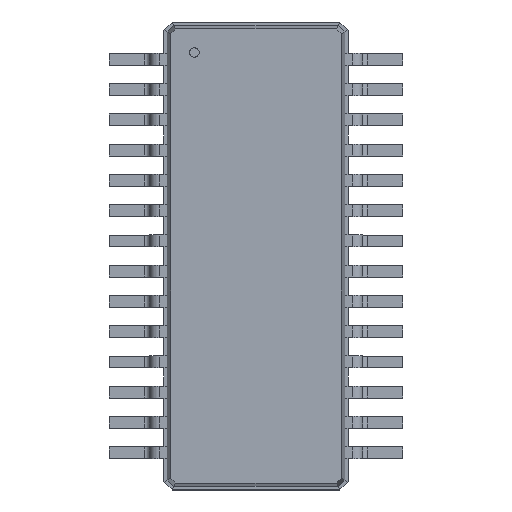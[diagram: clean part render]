
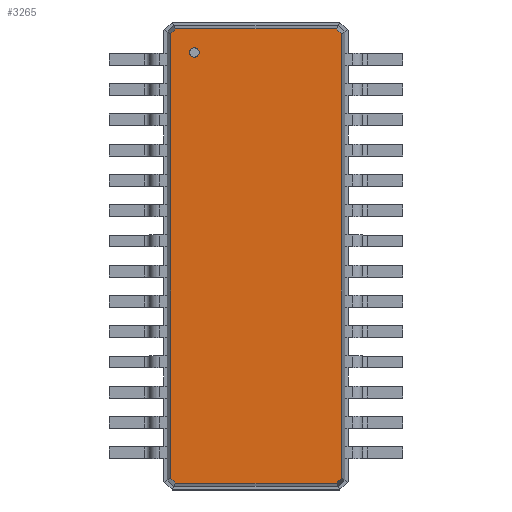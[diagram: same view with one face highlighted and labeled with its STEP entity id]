
A CAD part, top view. The second image highlights one B-rep face of the part: STEP entity #3265.
In plain terms, the highlighted planar face has unit normal (0, 0, 1).
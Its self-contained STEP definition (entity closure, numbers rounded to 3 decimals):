
#13=DIRECTION('',(0.,0.,1.));
#27=VECTOR('',#28,1.);
#28=DIRECTION('',(0.,-1.,0.));
#49=DIRECTION('',(0.,1.,0.));
#59=VECTOR('',#60,1.);
#60=DIRECTION('',(1.,0.,0.));
#132=VECTOR('',#133,1.);
#133=DIRECTION('',(-1.,0.,0.));
#471=VECTOR('',#472,1.);
#472=DIRECTION('',(0.707,-0.707,0.));
#478=VECTOR('',#479,1.);
#479=DIRECTION('',(-0.707,-0.707,0.));
#490=VECTOR('',#491,1.);
#491=DIRECTION('',(-0.707,0.707,0.));
#497=VECTOR('',#49,1.);
#501=VECTOR('',#502,1.);
#502=DIRECTION('',(0.707,0.707,0.));
#1180=VERTEX_POINT('',#1181);
#1181=CARTESIAN_POINT('',(1.804,-4.702,1.1));
#1183=ORIENTED_EDGE('',*,*,#1184,.F.);
#1184=EDGE_CURVE('',#1185,#1180,#1187,.T.);
#1185=VERTEX_POINT('',#1186);
#1186=CARTESIAN_POINT('',(1.804,4.702,1.1));
#1187=LINE('',#1186,#27);
#3256=ORIENTED_EDGE('',*,*,#3257,.F.);
#3257=EDGE_CURVE('',#3258,#1185,#3260,.T.);
#3258=VERTEX_POINT('',#3259);
#3259=CARTESIAN_POINT('',(1.702,4.804,1.1));
#3260=LINE('',#3259,#471);
#3265=ADVANCED_FACE('',(#3266,#3296),#3305,.T.);
#3266=FACE_BOUND('',#3267,.T.);
#3267=EDGE_LOOP('',(#3268,#3273,#3278,#3283,#3288,#3293,#1183,#3256));
#3268=ORIENTED_EDGE('',*,*,#3269,.F.);
#3269=EDGE_CURVE('',#3270,#3258,#3272,.T.);
#3270=VERTEX_POINT('',#3271);
#3271=CARTESIAN_POINT('',(-1.702,4.804,1.1));
#3272=LINE('',#3271,#59);
#3273=ORIENTED_EDGE('',*,*,#3274,.F.);
#3274=EDGE_CURVE('',#3275,#3270,#3277,.T.);
#3275=VERTEX_POINT('',#3276);
#3276=CARTESIAN_POINT('',(-1.804,4.702,1.1));
#3277=LINE('',#3276,#501);
#3278=ORIENTED_EDGE('',*,*,#3279,.F.);
#3279=EDGE_CURVE('',#3280,#3275,#3282,.T.);
#3280=VERTEX_POINT('',#3281);
#3281=CARTESIAN_POINT('',(-1.804,-4.702,1.1));
#3282=LINE('',#3281,#497);
#3283=ORIENTED_EDGE('',*,*,#3284,.F.);
#3284=EDGE_CURVE('',#3285,#3280,#3287,.T.);
#3285=VERTEX_POINT('',#3286);
#3286=CARTESIAN_POINT('',(-1.702,-4.804,1.1));
#3287=LINE('',#3286,#490);
#3288=ORIENTED_EDGE('',*,*,#3289,.F.);
#3289=EDGE_CURVE('',#3290,#3285,#3292,.T.);
#3290=VERTEX_POINT('',#3291);
#3291=CARTESIAN_POINT('',(1.702,-4.804,1.1));
#3292=LINE('',#3291,#132);
#3293=ORIENTED_EDGE('',*,*,#3294,.F.);
#3294=EDGE_CURVE('',#1180,#3290,#3295,.T.);
#3295=LINE('',#1181,#478);
#3296=FACE_BOUND('',#3297,.T.);
#3297=EDGE_LOOP('',(#3298));
#3298=ORIENTED_EDGE('',*,*,#3299,.F.);
#3299=EDGE_CURVE('',#3300,#3300,#3302,.T.);
#3300=VERTEX_POINT('',#3301);
#3301=CARTESIAN_POINT('',(-1.304,4.204,1.1));
#3302=CIRCLE('',#3303,0.1);
#3303=AXIS2_PLACEMENT_3D('',#3304,#13,#28);
#3304=CARTESIAN_POINT('',(-1.304,4.304,1.1));
#3305=PLANE('',#3306);
#3306=AXIS2_PLACEMENT_3D('',#3271,#13,#3307);
#3307=DIRECTION('',(0.334,-0.943,0.));
